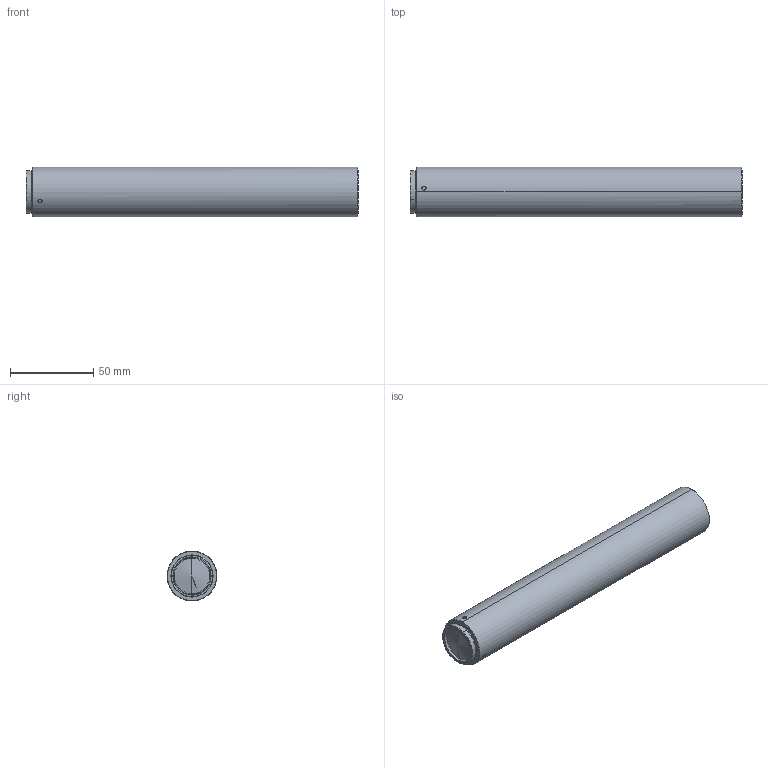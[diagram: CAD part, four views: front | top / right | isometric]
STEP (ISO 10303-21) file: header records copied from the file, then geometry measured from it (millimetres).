
FILE_DESCRIPTION (( 'STEP AP203' ), '1' );
FILE_NAME ('WH055-300A-110.STEP', '2020-12-23T01:59:51', ( '' ), ( '' ), 'SwSTEP 2.0', 'SolidWorks 2017', '' );
FILE_SCHEMA (( 'CONFIG_CONTROL_DESIGN' ));
Length unit declared in the file: millimetre
Products named in the file (1): WH055-300A-110
Bounding box: 199.74 x 30 x 30 mm (x, y, z)
Volume: 139726.4 mm3; surface area: 20411.6 mm2
Topology: 1 solids, 1 shells, 38 faces, 88 edges, 56 vertices
Faces by surface type: cylinder 18, cone 15, plane 5
Entity records: 1345 total; most frequent: CARTESIAN_POINT 401, DIRECTION 192, ORIENTED_EDGE 168, EDGE_CURVE 84, AXIS2_PLACEMENT_3D 81, VERTEX_POINT 56, EDGE_LOOP 46, CIRCLE 42
